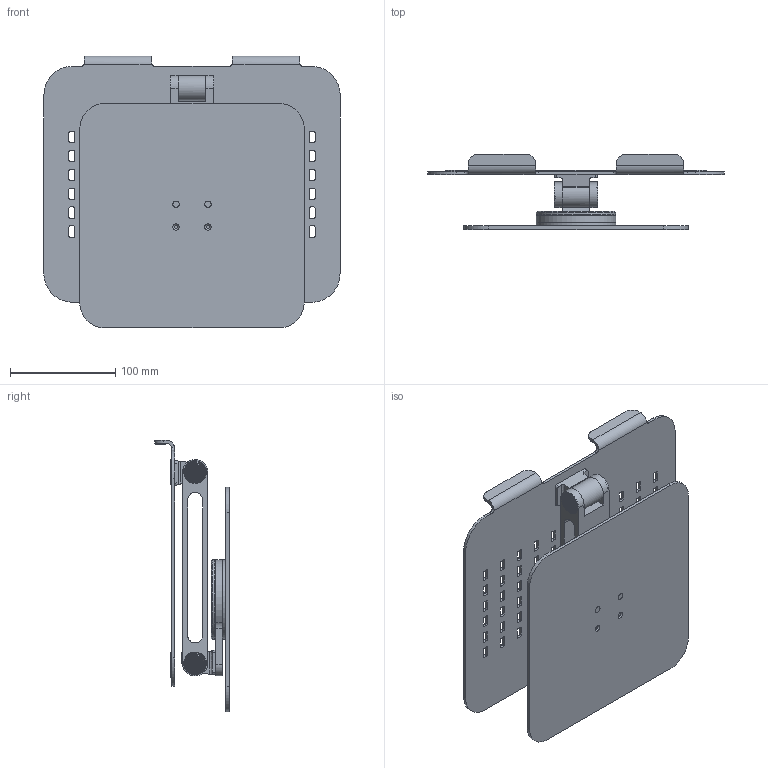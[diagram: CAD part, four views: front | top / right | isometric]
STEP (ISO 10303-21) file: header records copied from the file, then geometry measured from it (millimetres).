
FILE_DESCRIPTION(('FreeCAD Model'),'2;1');
FILE_NAME('Open CASCADE Shape Model','2025-05-08T00:02:08',('FreeCAD'),( 'FreeCAD'),'Open CASCADE STEP processor 7.6','FreeCAD','Unknown');
FILE_SCHEMA(('AUTOMOTIVE_DESIGN { 1 0 10303 214 1 1 1 1 }'));
Products named in the file (1): Open CASCADE STEP translator 7.6 1
Bounding box: 281.68 x 70.96 x 258.38 mm (x, y, z)
Volume: 527800.9 mm3; surface area: 337708.3 mm2
Topology: 20 solids, 20 shells, 1127 faces, 2654 edges, 1767 vertices
Faces by surface type: bspline 1127
Entity records: 34335 total; most frequent: CARTESIAN_POINT 18353, ORIENTED_EDGE 5308, EDGE_CURVE 2654, VERTEX_POINT 1767, B_SPLINE_CURVE_WITH_KNOTS 1548, FACE_BOUND 1475, EDGE_LOOP 1475, ADVANCED_FACE 1127
